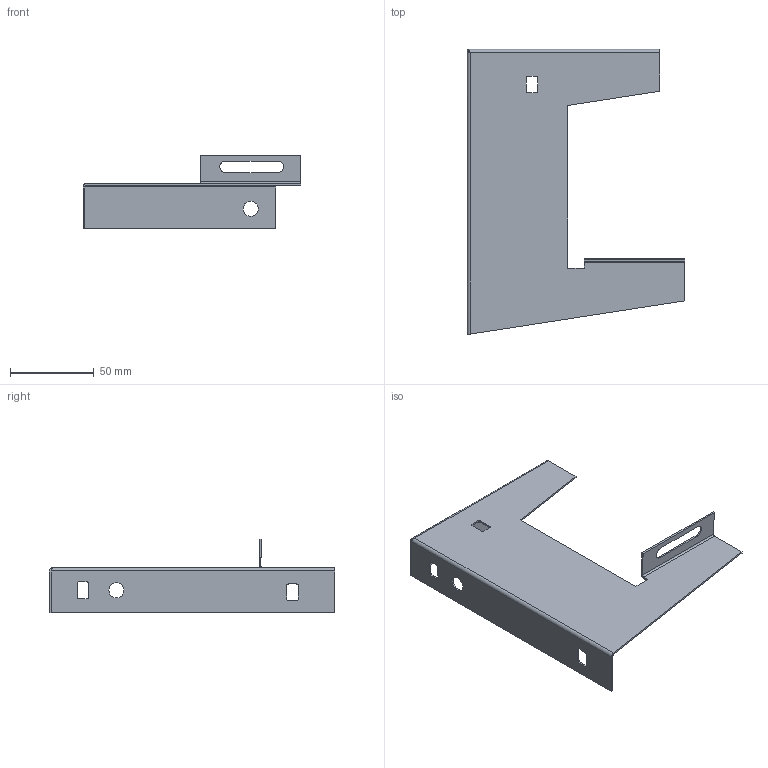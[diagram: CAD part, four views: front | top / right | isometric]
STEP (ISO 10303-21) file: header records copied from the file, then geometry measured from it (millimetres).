
FILE_DESCRIPTION (( 'STEP AP214' ), '1' );
FILE_NAME ('6363720.stp', '2021-01-08T14:01:21', ( '' ), ( '' ), 'SwSTEP 2.0', 'SolidWorks 2020', '' );
FILE_SCHEMA (( 'AUTOMOTIVE_DESIGN' ));
Length unit declared in the file: millimetre
Products named in the file (1): 6363720
Bounding box: 130 x 170.13 x 44.03 mm (x, y, z)
Volume: 21202.2 mm3; surface area: 43474.5 mm2
Topology: 1 solids, 1 shells, 62 faces, 168 edges, 108 vertices
Faces by surface type: plane 35, cylinder 24, bspline 3
Entity records: 2720 total; most frequent: CARTESIAN_POINT 644, ORIENTED_EDGE 336, DIRECTION 324, EDGE_CURVE 168, LINE 120, VECTOR 120, VERTEX_POINT 108, AXIS2_PLACEMENT_3D 102
